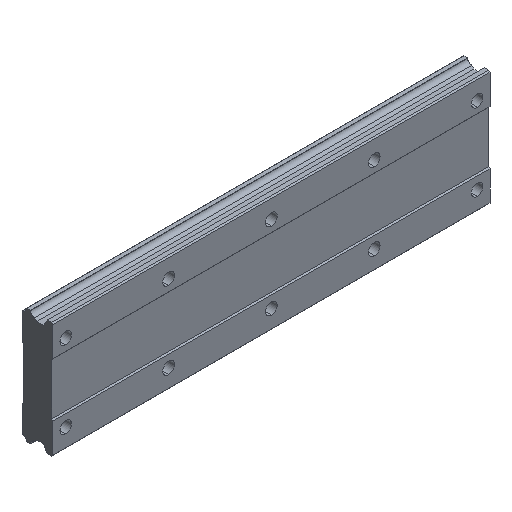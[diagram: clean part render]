
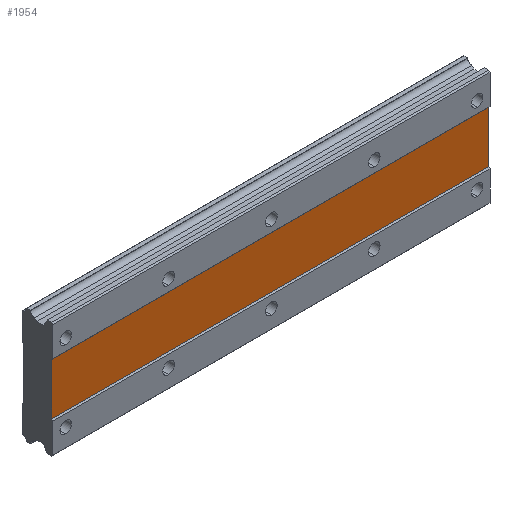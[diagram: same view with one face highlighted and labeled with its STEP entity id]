
A CAD part, isometric view. The second image highlights one B-rep face of the part: STEP entity #1954.
In plain terms, the highlighted planar face has unit normal (0, -1, 0).
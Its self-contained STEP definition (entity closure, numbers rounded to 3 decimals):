
#28 = VECTOR ( 'NONE', #200, 1000. ) ;
#36 = VECTOR ( 'NONE', #2371, 1000. ) ;
#66 = EDGE_LOOP ( 'NONE', ( #1245, #336, #662, #1228 ) ) ;
#98 = EDGE_CURVE ( 'NONE', #2462, #366, #2487, .T. ) ;
#200 = DIRECTION ( 'NONE',  ( 0., 0., -1. ) ) ;
#336 = ORIENTED_EDGE ( 'NONE', *, *, #2605, .F. ) ;
#366 = VERTEX_POINT ( 'NONE', #2578 ) ;
#380 = EDGE_CURVE ( 'NONE', #421, #366, #1772, .T. ) ;
#409 = CARTESIAN_POINT ( 'NONE',  ( 330., 1., 20. ) ) ;
#421 = VERTEX_POINT ( 'NONE', #1740 ) ;
#463 = CARTESIAN_POINT ( 'NONE',  ( -10., 1., 20. ) ) ;
#605 = VECTOR ( 'NONE', #2212, 1000. ) ;
#662 = ORIENTED_EDGE ( 'NONE', *, *, #1150, .F. ) ;
#697 = LINE ( 'NONE', #1914, #36 ) ;
#796 = VERTEX_POINT ( 'NONE', #2386 ) ;
#800 = VECTOR ( 'NONE', #1123, 1000. ) ;
#806 = DIRECTION ( 'NONE',  ( 0., 0., 1. ) ) ;
#833 = DIRECTION ( 'NONE',  ( 0., 1., 0. ) ) ;
#1014 = PLANE ( 'NONE',  #1984 ) ;
#1123 = DIRECTION ( 'NONE',  ( 0., 0., -1. ) ) ;
#1150 = EDGE_CURVE ( 'NONE', #2462, #796, #697, .T. ) ;
#1228 = ORIENTED_EDGE ( 'NONE', *, *, #98, .T. ) ;
#1245 = ORIENTED_EDGE ( 'NONE', *, *, #380, .F. ) ;
#1387 = LINE ( 'NONE', #1815, #800 ) ;
#1585 = CARTESIAN_POINT ( 'NONE',  ( 330., 1., -20. ) ) ;
#1740 = CARTESIAN_POINT ( 'NONE',  ( 330., 1., -20. ) ) ;
#1772 = LINE ( 'NONE', #1585, #605 ) ;
#1815 = CARTESIAN_POINT ( 'NONE',  ( 330., 1., 44.91 ) ) ;
#1914 = CARTESIAN_POINT ( 'NONE',  ( 330., 1., 20. ) ) ;
#1954 = ADVANCED_FACE ( 'NONE', ( #2302 ), #1014, .F. ) ;
#1984 = AXIS2_PLACEMENT_3D ( 'NONE', #409, #833, #806 ) ;
#2212 = DIRECTION ( 'NONE',  ( -1., 0., 0. ) ) ;
#2285 = CARTESIAN_POINT ( 'NONE',  ( -10., 1., 44.91 ) ) ;
#2302 = FACE_OUTER_BOUND ( 'NONE', #66, .T. ) ;
#2371 = DIRECTION ( 'NONE',  ( 1., 0., 0. ) ) ;
#2386 = CARTESIAN_POINT ( 'NONE',  ( 330., 1., 20. ) ) ;
#2462 = VERTEX_POINT ( 'NONE', #463 ) ;
#2487 = LINE ( 'NONE', #2285, #28 ) ;
#2578 = CARTESIAN_POINT ( 'NONE',  ( -10., 1., -20. ) ) ;
#2605 = EDGE_CURVE ( 'NONE', #796, #421, #1387, .T. ) ;
